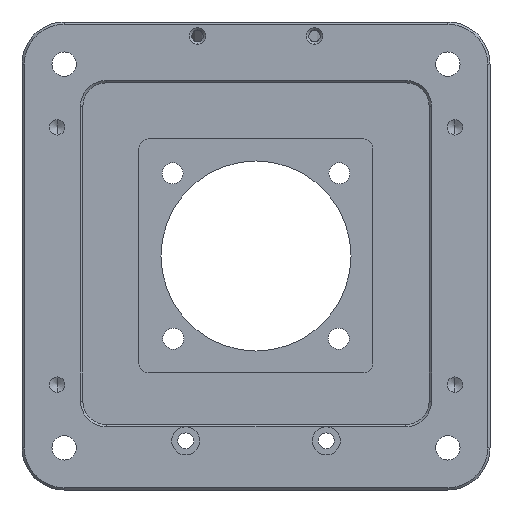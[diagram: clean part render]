
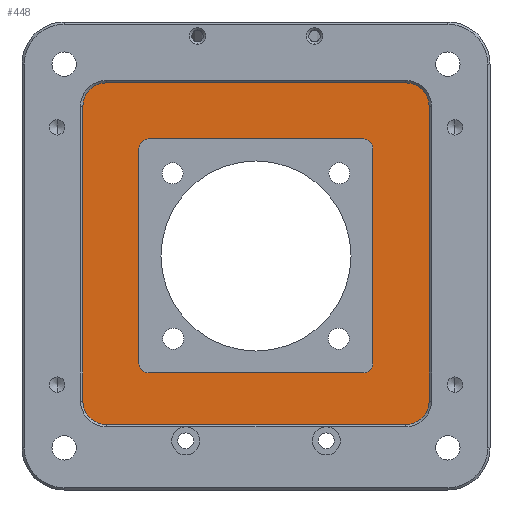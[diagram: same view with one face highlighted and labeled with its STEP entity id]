
A CAD part, front view. The second image highlights one B-rep face of the part: STEP entity #448.
In plain terms, the highlighted planar face has unit normal (0, -1, 0).
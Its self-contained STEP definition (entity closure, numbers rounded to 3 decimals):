
#40 = CARTESIAN_POINT ( 'NONE',  ( 22., -50., -67. ) ) ;
#67 = DIRECTION ( 'NONE',  ( 1., 0., 0. ) ) ;
#96 = VERTEX_POINT ( 'NONE', #2934 ) ;
#103 = AXIS2_PLACEMENT_3D ( 'NONE', #6351, #1319, #3143 ) ;
#199 = VECTOR ( 'NONE', #8595, 1000. ) ;
#251 = EDGE_CURVE ( 'NONE', #96, #8317, #726, .T. ) ;
#277 = PLANE ( 'NONE',  #1871 ) ;
#327 = CIRCLE ( 'NONE', #6143, 2. ) ;
#337 = DIRECTION ( 'NONE',  ( 1., 0., 0. ) ) ;
#345 = DIRECTION ( 'NONE',  ( 0., 1., 0. ) ) ;
#352 = ORIENTED_EDGE ( 'NONE', *, *, #5871, .F. ) ;
#448 = ADVANCED_FACE ( 'NONE', ( #6191, #6133 ), #277, .F. ) ;
#494 = CIRCLE ( 'NONE', #1561, 2. ) ;
#531 = CARTESIAN_POINT ( 'NONE',  ( -45., -50., -65. ) ) ;
#546 = CARTESIAN_POINT ( 'NONE',  ( 17., -50., 2. ) ) ;
#567 = ORIENTED_EDGE ( 'NONE', *, *, #5385, .F. ) ;
#726 = LINE ( 'NONE', #4976, #1337 ) ;
#752 = CARTESIAN_POINT ( 'NONE',  ( 17., -50., -66. ) ) ;
#833 = EDGE_CURVE ( 'NONE', #6533, #6355, #7827, .T. ) ;
#1069 = CARTESIAN_POINT ( 'NONE',  ( -38., -50., -10. ) ) ;
#1157 = CARTESIAN_POINT ( 'NONE',  ( 8., -50., -10. ) ) ;
#1178 = VERTEX_POINT ( 'NONE', #1069 ) ;
#1188 = VERTEX_POINT ( 'NONE', #1720 ) ;
#1319 = DIRECTION ( 'NONE',  ( 0., 1., 0. ) ) ;
#1337 = VECTOR ( 'NONE', #10776, 1000. ) ;
#1522 = VERTEX_POINT ( 'NONE', #2544 ) ;
#1523 = DIRECTION ( 'NONE',  ( 1., 0., 0. ) ) ;
#1555 = VECTOR ( 'NONE', #10823, 1000. ) ;
#1561 = AXIS2_PLACEMENT_3D ( 'NONE', #8875, #6175, #1910 ) ;
#1720 = CARTESIAN_POINT ( 'NONE',  ( 10., -50., -12. ) ) ;
#1750 = CARTESIAN_POINT ( 'NONE',  ( -47., -50., 2. ) ) ;
#1840 = ORIENTED_EDGE ( 'NONE', *, *, #2061, .T. ) ;
#1871 = AXIS2_PLACEMENT_3D ( 'NONE', #531, #9498, #337 ) ;
#1910 = DIRECTION ( 'NONE',  ( -1., 0., 0. ) ) ;
#1948 = AXIS2_PLACEMENT_3D ( 'NONE', #2919, #7294, #6296 ) ;
#1990 = VECTOR ( 'NONE', #6491, 1000. ) ;
#2061 = EDGE_CURVE ( 'NONE', #4604, #1178, #494, .T. ) ;
#2201 = DIRECTION ( 'NONE',  ( 1., 0., 0. ) ) ;
#2253 = LINE ( 'NONE', #546, #3220 ) ;
#2263 = ORIENTED_EDGE ( 'NONE', *, *, #9144, .F. ) ;
#2355 = DIRECTION ( 'NONE',  ( 0., 1., 0. ) ) ;
#2544 = CARTESIAN_POINT ( 'NONE',  ( -52., -50., -66. ) ) ;
#2582 = CARTESIAN_POINT ( 'NONE',  ( -38., -50., -60. ) ) ;
#2842 = ORIENTED_EDGE ( 'NONE', *, *, #833, .F. ) ;
#2882 = CARTESIAN_POINT ( 'NONE',  ( 8., -50., -58. ) ) ;
#2912 = ORIENTED_EDGE ( 'NONE', *, *, #8217, .T. ) ;
#2919 = CARTESIAN_POINT ( 'NONE',  ( 8., -50., -12. ) ) ;
#2934 = CARTESIAN_POINT ( 'NONE',  ( 17., -50., -71. ) ) ;
#3014 = VERTEX_POINT ( 'NONE', #1750 ) ;
#3017 = CIRCLE ( 'NONE', #10599, 5. ) ;
#3125 = VECTOR ( 'NONE', #9467, 1000. ) ;
#3143 = DIRECTION ( 'NONE',  ( 1., 0., 0. ) ) ;
#3179 = AXIS2_PLACEMENT_3D ( 'NONE', #4833, #9801, #5610 ) ;
#3220 = VECTOR ( 'NONE', #2201, 1000. ) ;
#3314 = CARTESIAN_POINT ( 'NONE',  ( -40., -50., -12. ) ) ;
#3387 = AXIS2_PLACEMENT_3D ( 'NONE', #10285, #6089, #67 ) ;
#3829 = EDGE_CURVE ( 'NONE', #5754, #1188, #6018, .T. ) ;
#3922 = EDGE_CURVE ( 'NONE', #8317, #1522, #3017, .T. ) ;
#4057 = CIRCLE ( 'NONE', #8812, 5. ) ;
#4350 = ORIENTED_EDGE ( 'NONE', *, *, #3922, .F. ) ;
#4355 = EDGE_LOOP ( 'NONE', ( #567, #1840, #6985, #5995, #7997, #8200, #2842, #2912 ) ) ;
#4412 = LINE ( 'NONE', #6071, #9645 ) ;
#4488 = CARTESIAN_POINT ( 'NONE',  ( 17., -50., 2. ) ) ;
#4604 = VERTEX_POINT ( 'NONE', #3314 ) ;
#4674 = CARTESIAN_POINT ( 'NONE',  ( 22., -50., -3. ) ) ;
#4807 = CARTESIAN_POINT ( 'NONE',  ( 10., -50., -60. ) ) ;
#4833 = CARTESIAN_POINT ( 'NONE',  ( -38., -50., -58. ) ) ;
#4867 = CARTESIAN_POINT ( 'NONE',  ( -52., -50., -3. ) ) ;
#4976 = CARTESIAN_POINT ( 'NONE',  ( 17., -50., -71. ) ) ;
#5174 = EDGE_CURVE ( 'NONE', #6014, #96, #4057, .T. ) ;
#5273 = DIRECTION ( 'NONE',  ( 0., 1., 0. ) ) ;
#5385 = EDGE_CURVE ( 'NONE', #4604, #7687, #6102, .T. ) ;
#5610 = DIRECTION ( 'NONE',  ( -1., 0., 0. ) ) ;
#5742 = LINE ( 'NONE', #4807, #1555 ) ;
#5754 = VERTEX_POINT ( 'NONE', #1157 ) ;
#5770 = CARTESIAN_POINT ( 'NONE',  ( 10., -50., -10. ) ) ;
#5871 = EDGE_CURVE ( 'NONE', #7110, #3014, #7522, .T. ) ;
#5895 = CARTESIAN_POINT ( 'NONE',  ( 22., -50., -66. ) ) ;
#5989 = CARTESIAN_POINT ( 'NONE',  ( -47., -50., -66. ) ) ;
#5995 = ORIENTED_EDGE ( 'NONE', *, *, #3829, .T. ) ;
#6014 = VERTEX_POINT ( 'NONE', #5895 ) ;
#6018 = CIRCLE ( 'NONE', #1948, 2. ) ;
#6071 = CARTESIAN_POINT ( 'NONE',  ( -52., -50., -67. ) ) ;
#6089 = DIRECTION ( 'NONE',  ( 0., 1., 0. ) ) ;
#6102 = LINE ( 'NONE', #7706, #10215 ) ;
#6133 = FACE_OUTER_BOUND ( 'NONE', #10792, .T. ) ;
#6143 = AXIS2_PLACEMENT_3D ( 'NONE', #2882, #345, #6254 ) ;
#6175 = DIRECTION ( 'NONE',  ( 0., 1., 0. ) ) ;
#6191 = FACE_BOUND ( 'NONE', #4355, .T. ) ;
#6254 = DIRECTION ( 'NONE',  ( -1., 0., 0. ) ) ;
#6296 = DIRECTION ( 'NONE',  ( -1., 0., 0. ) ) ;
#6351 = CARTESIAN_POINT ( 'NONE',  ( -47., -50., -3. ) ) ;
#6355 = VERTEX_POINT ( 'NONE', #6717 ) ;
#6491 = DIRECTION ( 'NONE',  ( -1., 0., 0. ) ) ;
#6519 = EDGE_CURVE ( 'NONE', #1522, #7110, #4412, .T. ) ;
#6533 = VERTEX_POINT ( 'NONE', #2582 ) ;
#6717 = CARTESIAN_POINT ( 'NONE',  ( 8., -50., -60. ) ) ;
#6745 = CIRCLE ( 'NONE', #3387, 5. ) ;
#6793 = CARTESIAN_POINT ( 'NONE',  ( -40., -50., -58. ) ) ;
#6820 = DIRECTION ( 'NONE',  ( 1., 0., 0. ) ) ;
#6985 = ORIENTED_EDGE ( 'NONE', *, *, #10846, .F. ) ;
#6996 = CARTESIAN_POINT ( 'NONE',  ( 10., -50., -60. ) ) ;
#7110 = VERTEX_POINT ( 'NONE', #4867 ) ;
#7294 = DIRECTION ( 'NONE',  ( 0., 1., 0. ) ) ;
#7367 = EDGE_CURVE ( 'NONE', #9863, #6355, #327, .T. ) ;
#7477 = EDGE_CURVE ( 'NONE', #9863, #1188, #5742, .T. ) ;
#7481 = CARTESIAN_POINT ( 'NONE',  ( 10., -50., -58. ) ) ;
#7522 = CIRCLE ( 'NONE', #103, 5. ) ;
#7668 = ORIENTED_EDGE ( 'NONE', *, *, #10091, .F. ) ;
#7687 = VERTEX_POINT ( 'NONE', #6793 ) ;
#7706 = CARTESIAN_POINT ( 'NONE',  ( -40., -50., -60. ) ) ;
#7827 = LINE ( 'NONE', #6996, #3125 ) ;
#7828 = ORIENTED_EDGE ( 'NONE', *, *, #10011, .F. ) ;
#7939 = CIRCLE ( 'NONE', #3179, 2. ) ;
#7997 = ORIENTED_EDGE ( 'NONE', *, *, #7477, .F. ) ;
#8200 = ORIENTED_EDGE ( 'NONE', *, *, #7367, .T. ) ;
#8217 = EDGE_CURVE ( 'NONE', #6533, #7687, #7939, .T. ) ;
#8317 = VERTEX_POINT ( 'NONE', #8567 ) ;
#8442 = DIRECTION ( 'NONE',  ( 0., 0., 1. ) ) ;
#8567 = CARTESIAN_POINT ( 'NONE',  ( -47., -50., -71. ) ) ;
#8595 = DIRECTION ( 'NONE',  ( 0., 0., -1. ) ) ;
#8697 = DIRECTION ( 'NONE',  ( 0., 0., -1. ) ) ;
#8812 = AXIS2_PLACEMENT_3D ( 'NONE', #752, #2355, #1523 ) ;
#8864 = ORIENTED_EDGE ( 'NONE', *, *, #6519, .F. ) ;
#8875 = CARTESIAN_POINT ( 'NONE',  ( -38., -50., -12. ) ) ;
#9144 = EDGE_CURVE ( 'NONE', #9336, #6014, #10369, .T. ) ;
#9336 = VERTEX_POINT ( 'NONE', #4674 ) ;
#9467 = DIRECTION ( 'NONE',  ( 1., 0., 0. ) ) ;
#9498 = DIRECTION ( 'NONE',  ( 0., 1., 0. ) ) ;
#9571 = ORIENTED_EDGE ( 'NONE', *, *, #5174, .F. ) ;
#9645 = VECTOR ( 'NONE', #8442, 1000. ) ;
#9801 = DIRECTION ( 'NONE',  ( 0., 1., 0. ) ) ;
#9863 = VERTEX_POINT ( 'NONE', #7481 ) ;
#10011 = EDGE_CURVE ( 'NONE', #10133, #9336, #6745, .T. ) ;
#10091 = EDGE_CURVE ( 'NONE', #3014, #10133, #2253, .T. ) ;
#10133 = VERTEX_POINT ( 'NONE', #4488 ) ;
#10215 = VECTOR ( 'NONE', #8697, 1000. ) ;
#10285 = CARTESIAN_POINT ( 'NONE',  ( 17., -50., -3. ) ) ;
#10331 = ORIENTED_EDGE ( 'NONE', *, *, #251, .F. ) ;
#10369 = LINE ( 'NONE', #40, #199 ) ;
#10599 = AXIS2_PLACEMENT_3D ( 'NONE', #5989, #5273, #6820 ) ;
#10776 = DIRECTION ( 'NONE',  ( -1., 0., 0. ) ) ;
#10792 = EDGE_LOOP ( 'NONE', ( #10331, #9571, #2263, #7828, #7668, #352, #8864, #4350 ) ) ;
#10794 = LINE ( 'NONE', #5770, #1990 ) ;
#10823 = DIRECTION ( 'NONE',  ( 0., 0., 1. ) ) ;
#10846 = EDGE_CURVE ( 'NONE', #5754, #1178, #10794, .T. ) ;
